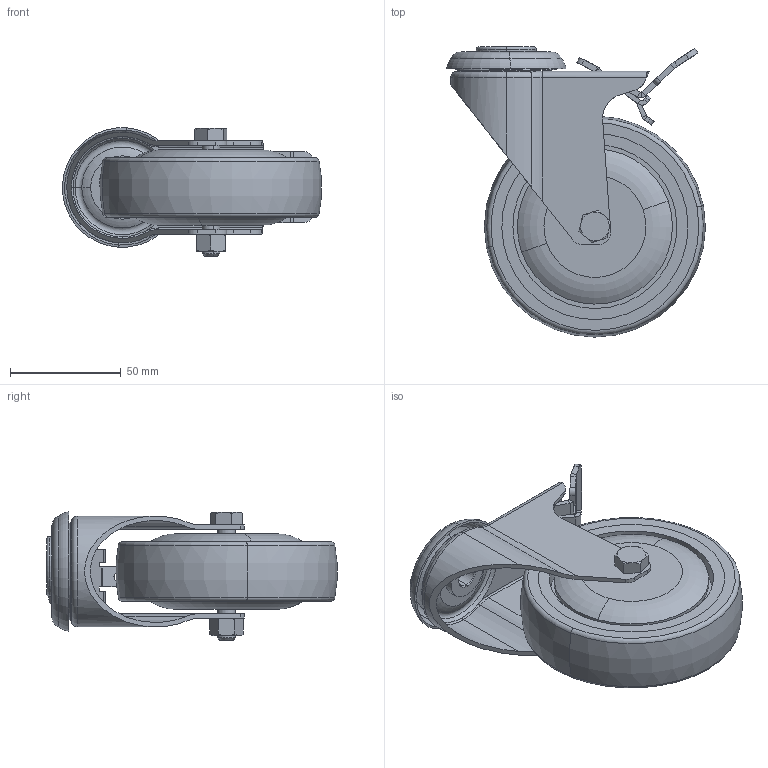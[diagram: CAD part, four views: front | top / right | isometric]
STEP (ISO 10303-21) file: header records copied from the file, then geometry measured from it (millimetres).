
FILE_DESCRIPTION (( 'STEP AP203' ), '1' );
FILE_NAME ('S4714B.STEP', '2020-02-21T01:45:16', ( '' ), ( '' ), 'SwSTEP 2.0', 'SolidWorks 2013', '' );
FILE_SCHEMA (( 'CONFIG_CONTROL_DESIGN' ));
Length unit declared in the file: millimetre
Products named in the file (1): S4714B
Bounding box: 116.81 x 130.91 x 57.94 mm (x, y, z)
Surface area: 87926.6 mm2 (no closed solid volume)
Topology: 0 solids, 12 shells, 348 faces, 837 edges, 512 vertices
Faces by surface type: plane 153, cylinder 109, torus 54, cone 30, bspline 2
Entity records: 10353 total; most frequent: CARTESIAN_POINT 2051, DIRECTION 1843, ORIENTED_EDGE 1614, EDGE_CURVE 837, AXIS2_PLACEMENT_3D 724, VERTEX_POINT 512, VECTOR 395, LINE 395
